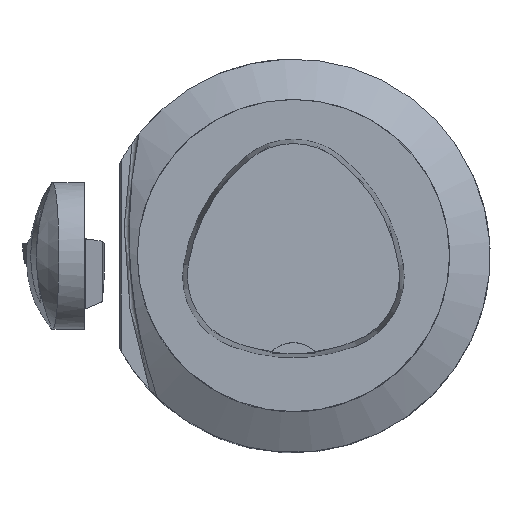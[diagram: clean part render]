
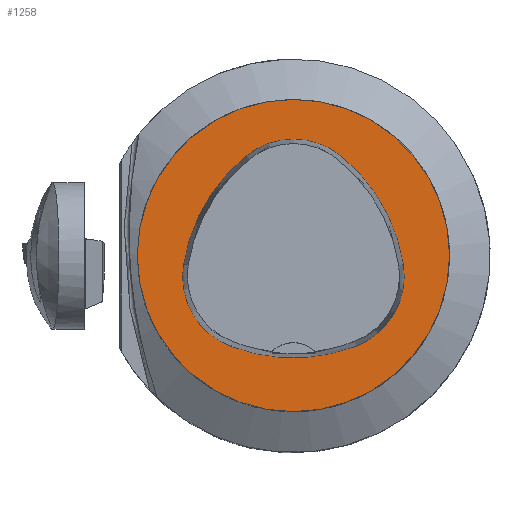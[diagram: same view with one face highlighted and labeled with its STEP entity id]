
A CAD part, top view. The second image highlights one B-rep face of the part: STEP entity #1258.
In plain terms, the highlighted planar face has unit normal (0, 0, 1).
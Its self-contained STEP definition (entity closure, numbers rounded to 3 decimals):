
#898=PLANE('',#7650);
#1258=ADVANCED_FACE('',(#2843,#2844),#898,.T.);
#2843=FACE_BOUND('',#3230,.T.);
#2844=FACE_BOUND('',#3231,.T.);
#3230=EDGE_LOOP('',(#5003,#5004,#5005,#5006,#5007,#5008));
#3231=EDGE_LOOP('',(#5009));
#5003=ORIENTED_EDGE('',*,*,#6788,.T.);
#5004=ORIENTED_EDGE('',*,*,#6768,.T.);
#5005=ORIENTED_EDGE('',*,*,#6772,.T.);
#5006=ORIENTED_EDGE('',*,*,#6775,.T.);
#5007=ORIENTED_EDGE('',*,*,#6778,.T.);
#5008=ORIENTED_EDGE('',*,*,#6786,.T.);
#5009=ORIENTED_EDGE('',*,*,#5941,.F.);
#5278=VERTEX_POINT('',#9664);
#5838=VERTEX_POINT('',#11757);
#5839=VERTEX_POINT('',#11758);
#5842=VERTEX_POINT('',#11766);
#5844=VERTEX_POINT('',#11772);
#5846=VERTEX_POINT('',#11778);
#5853=VERTEX_POINT('',#11799);
#5941=EDGE_CURVE('',#5278,#5278,#6911,.T.);
#6768=EDGE_CURVE('',#5838,#5839,#7033,.T.);
#6772=EDGE_CURVE('',#5839,#5842,#7035,.T.);
#6775=EDGE_CURVE('',#5842,#5844,#7037,.T.);
#6778=EDGE_CURVE('',#5844,#5846,#7039,.T.);
#6786=EDGE_CURVE('',#5846,#5853,#7043,.T.);
#6788=EDGE_CURVE('',#5853,#5838,#7045,.T.);
#6911=CIRCLE('',#7184,25.);
#7033=CIRCLE('',#7628,28.);
#7035=CIRCLE('',#7631,12.);
#7037=CIRCLE('',#7634,28.);
#7039=CIRCLE('',#7637,12.);
#7043=CIRCLE('',#7642,28.);
#7045=CIRCLE('',#7645,12.);
#7184=AXIS2_PLACEMENT_3D('',#9663,#7789,#7790);
#7628=AXIS2_PLACEMENT_3D('',#11756,#9282,#9283);
#7631=AXIS2_PLACEMENT_3D('',#11765,#9290,#9291);
#7634=AXIS2_PLACEMENT_3D('',#11771,#9297,#9298);
#7637=AXIS2_PLACEMENT_3D('',#11777,#9304,#9305);
#7642=AXIS2_PLACEMENT_3D('',#11800,#9316,#9317);
#7645=AXIS2_PLACEMENT_3D('',#11803,#9322,#9323);
#7650=AXIS2_PLACEMENT_3D('',#11808,#9332,#9333);
#7789=DIRECTION('',(0.,0.,-1.));
#7790=DIRECTION('',(-1.,0.,0.));
#9282=DIRECTION('',(0.,0.,-1.));
#9283=DIRECTION('',(-1.,0.,0.));
#9290=DIRECTION('',(0.,0.,-1.));
#9291=DIRECTION('',(-1.,0.,0.));
#9297=DIRECTION('',(0.,0.,-1.));
#9298=DIRECTION('',(-1.,0.,0.));
#9304=DIRECTION('',(0.,0.,-1.));
#9305=DIRECTION('',(-1.,0.,0.));
#9316=DIRECTION('',(0.,0.,-1.));
#9317=DIRECTION('',(-1.,0.,0.));
#9322=DIRECTION('',(0.,0.,-1.));
#9323=DIRECTION('',(-1.,0.,0.));
#9332=DIRECTION('',(0.,0.,1.));
#9333=DIRECTION('',(1.,0.,0.));
#9663=CARTESIAN_POINT('',(0.,0.,0.));
#9664=CARTESIAN_POINT('',(-25.,0.,0.));
#11756=CARTESIAN_POINT('',(10.068,-5.824,0.));
#11757=CARTESIAN_POINT('',(-17.584,-1.424,0.));
#11758=CARTESIAN_POINT('',(-7.531,15.953,0.));
#11765=CARTESIAN_POINT('',(0.011,6.62,0.));
#11766=CARTESIAN_POINT('',(7.567,15.942,0.));
#11771=CARTESIAN_POINT('',(-10.063,-5.81,0.));
#11772=CARTESIAN_POINT('',(17.59,-1.418,0.));
#11777=CARTESIAN_POINT('',(5.739,-3.3,0.));
#11778=CARTESIAN_POINT('',(10.05,-14.499,0.));
#11799=CARTESIAN_POINT('',(-10.025,-14.516,0.));
#11800=CARTESIAN_POINT('',(-0.01,11.631,0.));
#11803=CARTESIAN_POINT('',(-5.733,-3.31,0.));
#11808=CARTESIAN_POINT('',(0.,0.,0.));
